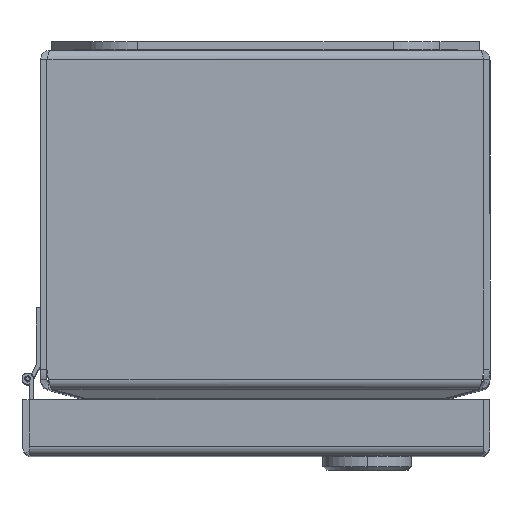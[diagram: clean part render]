
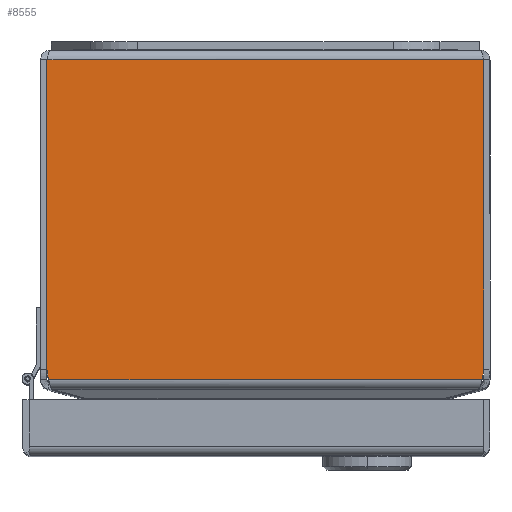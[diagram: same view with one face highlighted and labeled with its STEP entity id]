
A CAD part, top view. The second image highlights one B-rep face of the part: STEP entity #8555.
In plain terms, the highlighted planar face has unit normal (0, 0, 1).
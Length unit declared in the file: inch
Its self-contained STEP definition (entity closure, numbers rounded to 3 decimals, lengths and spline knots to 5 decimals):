
#970 = AXIS2_PLACEMENT_3D ( 'NONE', #21166, #13853, #11793 ) ;
#1652 = CARTESIAN_POINT ( 'NONE',  ( 13.527, -2.93401, 3. ) ) ;
#2400 = VERTEX_POINT ( 'NONE', #18494 ) ;
#2444 = AXIS2_PLACEMENT_3D ( 'NONE', #10326, #5701, #15215 ) ;
#2897 = CARTESIAN_POINT ( 'NONE',  ( -1.94289, 0., 3. ) ) ;
#3761 = EDGE_CURVE ( 'NONE', #19998, #18576, #7222, .T. ) ;
#3994 = DIRECTION ( 'NONE',  ( 0., -1., 0. ) ) ;
#4038 = ORIENTED_EDGE ( 'NONE', *, *, #19400, .F. ) ;
#4220 = ORIENTED_EDGE ( 'NONE', *, *, #21277, .F. ) ;
#4308 = LINE ( 'NONE', #6058, #9490 ) ;
#4311 = DIRECTION ( 'NONE',  ( 0., 1., 0. ) ) ;
#4541 = LINE ( 'NONE', #2897, #14362 ) ;
#5701 = DIRECTION ( 'NONE',  ( 0., 0., -1. ) ) ;
#6058 = CARTESIAN_POINT ( 'NONE',  ( 1.94289, 0., 3. ) ) ;
#6508 = ORIENTED_EDGE ( 'NONE', *, *, #19317, .F. ) ;
#7222 = CIRCLE ( 'NONE', #11772, 0.281 ) ;
#7852 = FACE_OUTER_BOUND ( 'NONE', #12937, .T. ) ;
#8007 = DIRECTION ( 'NONE',  ( -1., 0., 0. ) ) ;
#8555 = ADVANCED_FACE ( 'NONE', ( #7852 ), #14503, .F. ) ;
#9490 = VECTOR ( 'NONE', #3994, 39.37008 ) ;
#9560 = ORIENTED_EDGE ( 'NONE', *, *, #20996, .F. ) ;
#9577 = CARTESIAN_POINT ( 'NONE',  ( -1.94289, -2.83953, 3. ) ) ;
#10326 = CARTESIAN_POINT ( 'NONE',  ( -1.66189, -2.83953, 3. ) ) ;
#10861 = VECTOR ( 'NONE', #8007, 39.37008 ) ;
#11624 = ORIENTED_EDGE ( 'NONE', *, *, #19073, .F. ) ;
#11772 = AXIS2_PLACEMENT_3D ( 'NONE', #21024, #20804, #4311 ) ;
#11793 = DIRECTION ( 'NONE',  ( 0., 1., 0. ) ) ;
#12584 = CIRCLE ( 'NONE', #2444, 0.281 ) ;
#12667 = VECTOR ( 'NONE', #19378, 39.37008 ) ;
#12890 = CARTESIAN_POINT ( 'NONE',  ( 1.92653, -2.93401, 3. ) ) ;
#12937 = EDGE_LOOP ( 'NONE', ( #17873, #4220, #11624, #9560, #4038, #6508 ) ) ;
#13188 = DIRECTION ( 'NONE',  ( 0., 1., 0. ) ) ;
#13853 = DIRECTION ( 'NONE',  ( 0., 0., -1. ) ) ;
#14347 = CARTESIAN_POINT ( 'NONE',  ( -1.914, -0.086, 3. ) ) ;
#14362 = VECTOR ( 'NONE', #13188, 39.37008 ) ;
#14503 = PLANE ( 'NONE',  #970 ) ;
#15056 = CARTESIAN_POINT ( 'NONE',  ( 1.94289, -2.83953, 3. ) ) ;
#15215 = DIRECTION ( 'NONE',  ( 0., 1., 0. ) ) ;
#16215 = CARTESIAN_POINT ( 'NONE',  ( -1.94289, -0.086, 3. ) ) ;
#16311 = LINE ( 'NONE', #14347, #12667 ) ;
#16518 = CARTESIAN_POINT ( 'NONE',  ( -1.92653, -2.93401, 3. ) ) ;
#17873 = ORIENTED_EDGE ( 'NONE', *, *, #3761, .F. ) ;
#18022 = VERTEX_POINT ( 'NONE', #16215 ) ;
#18386 = VERTEX_POINT ( 'NONE', #16518 ) ;
#18494 = CARTESIAN_POINT ( 'NONE',  ( 1.94289, -0.086, 3. ) ) ;
#18576 = VERTEX_POINT ( 'NONE', #12890 ) ;
#18791 = VERTEX_POINT ( 'NONE', #9577 ) ;
#19073 = EDGE_CURVE ( 'NONE', #18022, #2400, #16311, .T. ) ;
#19317 = EDGE_CURVE ( 'NONE', #18576, #18386, #20023, .T. ) ;
#19378 = DIRECTION ( 'NONE',  ( 1., 0., 0. ) ) ;
#19400 = EDGE_CURVE ( 'NONE', #18386, #18791, #12584, .T. ) ;
#19998 = VERTEX_POINT ( 'NONE', #15056 ) ;
#20023 = LINE ( 'NONE', #1652, #10861 ) ;
#20804 = DIRECTION ( 'NONE',  ( 0., 0., -1. ) ) ;
#20996 = EDGE_CURVE ( 'NONE', #18791, #18022, #4541, .T. ) ;
#21024 = CARTESIAN_POINT ( 'NONE',  ( 1.66189, -2.83953, 3. ) ) ;
#21166 = CARTESIAN_POINT ( 'NONE',  ( 13.527, 0., 3. ) ) ;
#21277 = EDGE_CURVE ( 'NONE', #2400, #19998, #4308, .T. ) ;
